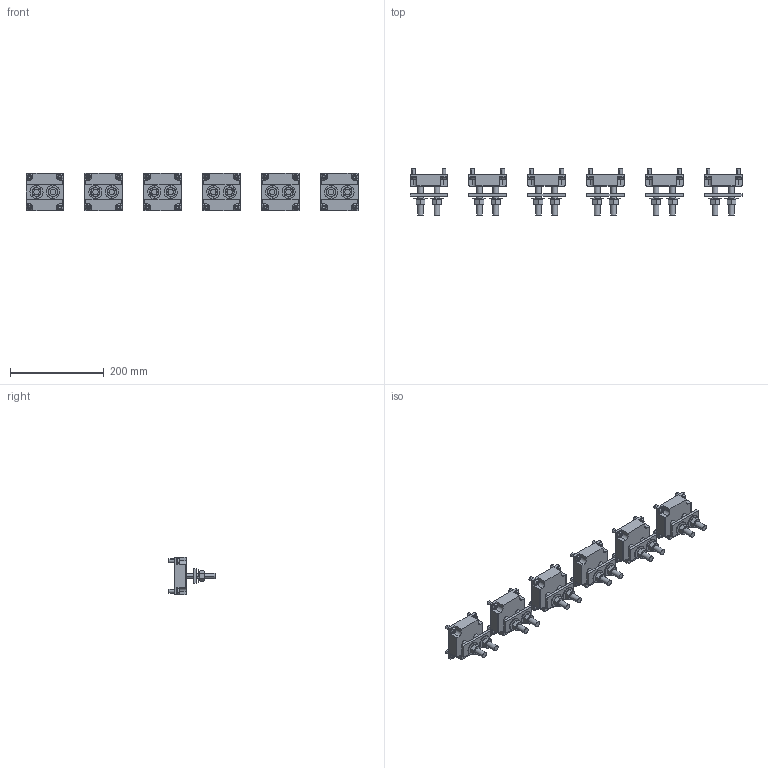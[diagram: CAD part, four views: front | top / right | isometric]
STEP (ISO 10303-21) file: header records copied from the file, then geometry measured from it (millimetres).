
FILE_DESCRIPTION(('CATIA V5 STEP Exchange'),'2;1');
FILE_NAME('1SDH001252R0451_E6.2_III_W_FLAT_TERM_6300A_UPPER_N0777.stp','2016-08-04T12:52:22+00:00',('none'),('none'),'CATIA Version 5 Release 20 SP 6 (IN-10)','CATIA V5 STEP AP203','none');
FILE_SCHEMA(('CONFIG_CONTROL_DESIGN'));
Length unit declared in the file: millimetre
Products named in the file (1): 1SDH001252R0451_1PA_001_00_E6.2_III_W_FLAT_TERM_6300A_UPPER_N0777
Bounding box: 710 x 98.4 x 80 mm (x, y, z)
Volume: 1078355.1 mm3; surface area: 232494.3 mm2
Topology: 24 solids, 24 shells, 1320 faces, 3264 edges, 2136 vertices
Faces by surface type: plane 696, cylinder 432, cone 96, sphere 96
Entity records: 42582 total; most frequent: CARTESIAN_POINT 13157, ORIENTED_EDGE 6432, DIRECTION 4945, EDGE_CURVE 3216, AXIS2_PLACEMENT_3D 2180, VERTEX_POINT 2136, EDGE_LOOP 1560, VECTOR 1536
